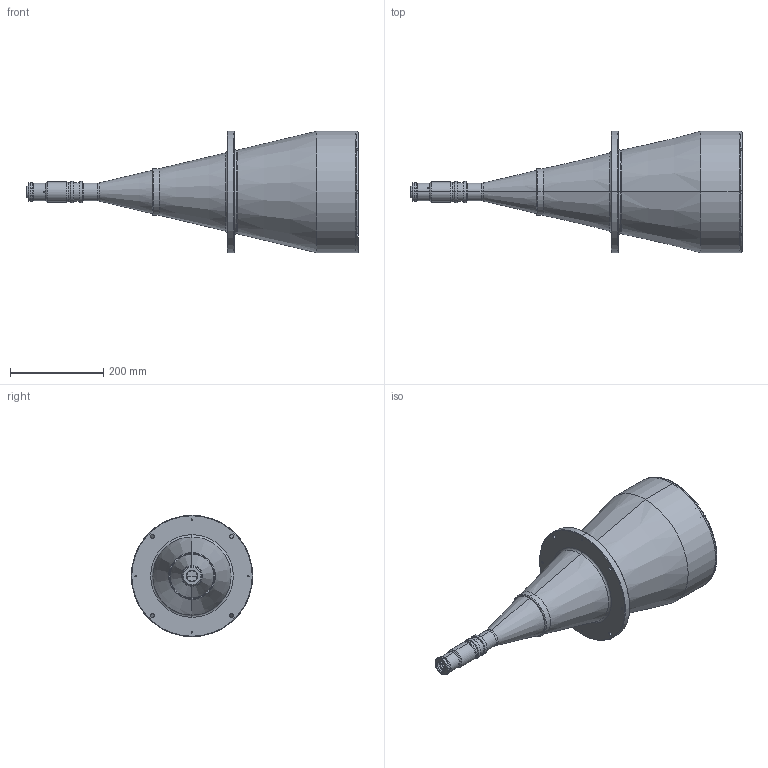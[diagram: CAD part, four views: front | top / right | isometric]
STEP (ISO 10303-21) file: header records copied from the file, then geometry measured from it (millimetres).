
FILE_DESCRIPTION (( 'STEP AP214' ), '1' );
FILE_NAME ('2M192_C.STEP', '2013-05-11T10:54:39', ( 'Work' ), ( '' ), 'SwSTEP 2.0', 'SolidWorks 2013', '' );
FILE_SCHEMA (( 'AUTOMOTIVE_DESIGN' ));
Length unit declared in the file: millimetre
Products named in the file (1): 2M192_C
Bounding box: 711.12 x 260 x 260 mm (x, y, z)
Surface area: 472265.7 mm2 (no closed solid volume)
Topology: 0 solids, 14 shells, 185 faces, 537 edges, 371 vertices
Faces by surface type: cylinder 93, plane 42, cone 32, torus 16, sphere 2
Entity records: 8884 total; most frequent: CARTESIAN_POINT 1678, DIRECTION 1173, ORIENTED_EDGE 952, EDGE_CURVE 537, AXIS2_PLACEMENT_3D 488, VERTEX_POINT 371, CIRCLE 302, EDGE_LOOP 253
